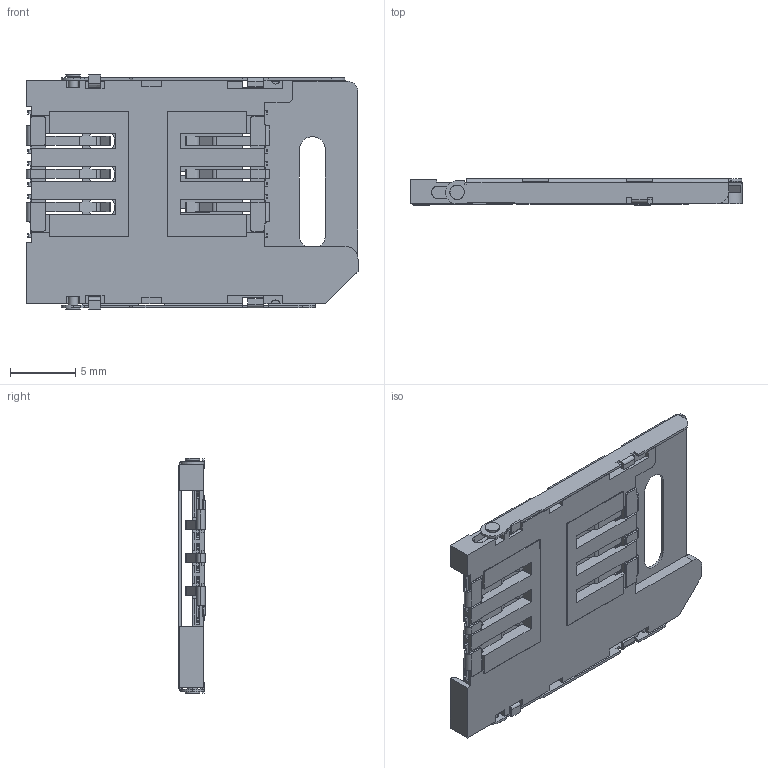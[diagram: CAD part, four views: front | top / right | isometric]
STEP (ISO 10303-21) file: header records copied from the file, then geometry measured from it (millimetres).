
FILE_DESCRIPTION (( 'STEP AP214' ), '1' );
FILE_NAME ('473880001, SIM, Assembly.STEP', '2017-04-03T13:56:56', ( '' ), ( '' ), 'SwSTEP 2.0', 'SolidWorks 2016', '' );
FILE_SCHEMA (( 'AUTOMOTIVE_DESIGN' ));
Length unit declared in the file: millimetre
Products named in the file (4): 473880001, SIM, Lid; 473880001, SIM, Contacts; 473880001, SIM, Base; 473880001, SIM, Assembly
Assembly tree (3 placements, depth 2):
  473880001, SIM, Assembly
    473880001, SIM, Base
    473880001, SIM, Contacts
    473880001, SIM, Lid
Bounding box: 25.52 x 2 x 18.1 mm (x, y, z)
Volume: 367.5 mm3; surface area: 1846 mm2
Topology: 8 solids, 8 shells, 691 faces, 2018 edges, 1329 vertices
Faces by surface type: plane 554, cylinder 137
Entity records: 29964 total; most frequent: CARTESIAN_POINT 5508, ORIENTED_EDGE 4036, DIRECTION 3293, EDGE_CURVE 2018, LINE 1705, VECTOR 1705, VERTEX_POINT 1329, AXIS2_PLACEMENT_3D 794
